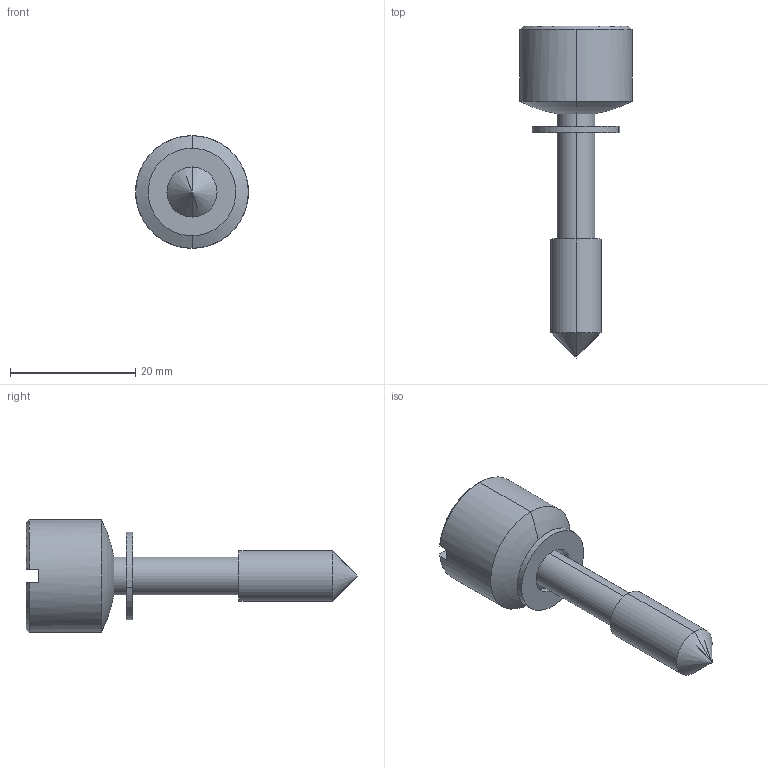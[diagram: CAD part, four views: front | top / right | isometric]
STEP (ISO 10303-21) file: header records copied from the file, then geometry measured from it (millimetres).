
FILE_DESCRIPTION (( 'STEP AP203' ), '1' );
FILE_NAME ('A-176-40_50_.STEP', '2023-11-22T08:24:04', ( '' ), ( '' ), 'SwSTEP 2.0', 'SolidWorks 2021', '' );
FILE_SCHEMA (( 'CONFIG_CONTROL_DESIGN' ));
Length unit declared in the file: millimetre
Products named in the file (3): A-176-40_50body__A-176-41; A-176儚僢僔儍_A-176-11,12,31,40,41; A-176-40_50_
Assembly tree (2 placements, depth 2):
  A-176-40_50_
    A-176-40_50body__A-176-41
    A-176儚僢僔儍_A-176-11,12,31,40,41
Bounding box: 18 x 53 x 18 mm (x, y, z)
Volume: 4756.9 mm3; surface area: 2356 mm2
Topology: 2 solids, 2 shells, 25 faces, 56 edges, 34 vertices
Faces by surface type: cylinder 10, plane 8, cone 5, torus 2
Entity records: 1002 total; most frequent: DIRECTION 139, CARTESIAN_POINT 130, ORIENTED_EDGE 108, AXIS2_PLACEMENT_3D 59, EDGE_CURVE 54, VERTEX_POINT 34, CIRCLE 29, EDGE_LOOP 28
